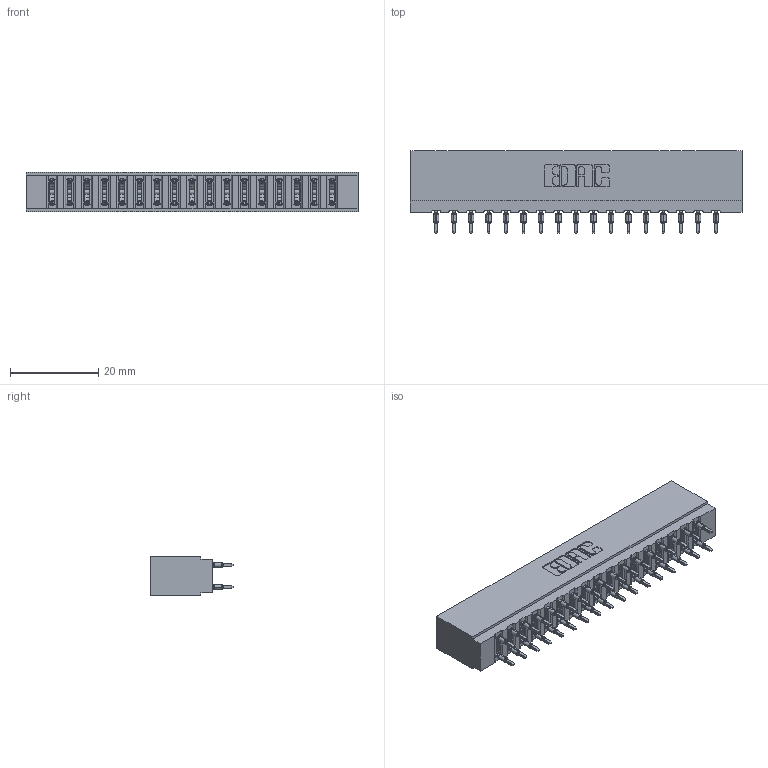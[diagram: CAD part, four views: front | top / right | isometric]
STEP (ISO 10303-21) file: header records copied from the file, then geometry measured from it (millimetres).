
FILE_DESCRIPTION (( 'STEP AP203' ), '1' );
FILE_NAME ('717-034-525-201.STEP', '2026-02-20T17:40:20', ( '' ), ( '' ), 'SwSTEP 2.0', 'SolidWorks 2023', '' );
FILE_SCHEMA (( 'CONFIG_CONTROL_DESIGN' ));
Length unit declared in the file: millimetre
Products named in the file (3): 717 Part_Insulator Option - 06; 717-034-525-201; 745-292-001_525
Assembly tree (35 placements, depth 2):
  717-034-525-201
    717 Part_Insulator Option - 06
    745-292-001_525  x34
Bounding box: 75.23 x 18.78 x 8.89 mm (x, y, z)
Volume: 6613 mm3; surface area: 9743 mm2
Topology: 35 solids, 35 shells, 3154 faces, 8479 edges, 5334 vertices
Faces by surface type: plane 1635, bspline 680, cylinder 635, torus 204
Entity records: 32525 total; most frequent: CARTESIAN_POINT 6155, ORIENTED_EDGE 5540, DIRECTION 4860, EDGE_CURVE 2770, LINE 2486, VECTOR 2486, VERTEX_POINT 1770, AXIS2_PLACEMENT_3D 1187
